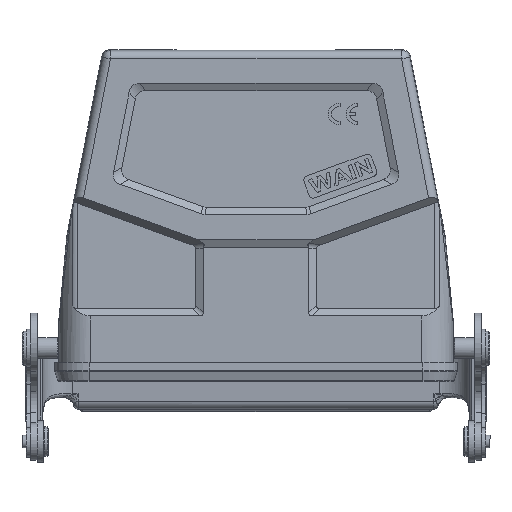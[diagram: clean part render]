
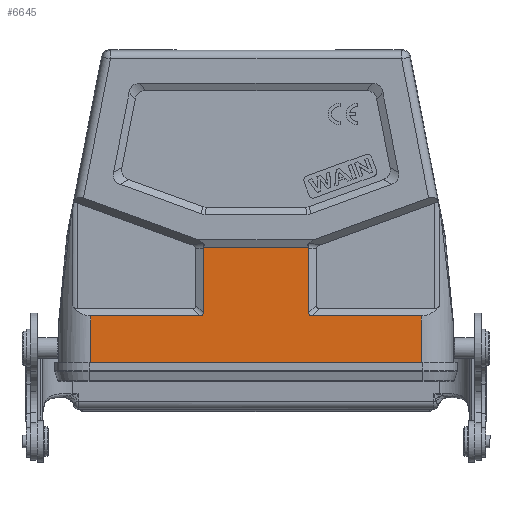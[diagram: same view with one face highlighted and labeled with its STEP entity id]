
A CAD part, top view. The second image highlights one B-rep face of the part: STEP entity #6645.
In plain terms, the highlighted planar face has unit normal (0, 0, 1).
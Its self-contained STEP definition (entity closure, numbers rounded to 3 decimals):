
#3152=ELLIPSE('',#28196,3.969,1.5);
#3153=ELLIPSE('',#28197,3.026,1.5);
#3154=ELLIPSE('',#28198,3.026,1.5);
#3155=ELLIPSE('',#28199,3.969,1.5);
#4246=PLANE('',#28200);
#5320=FACE_OUTER_BOUND('',#12598,.T.);
#6645=ADVANCED_FACE('',(#5320),#4246,.T.);
#8744=LINE('',#42794,#10623);
#8870=LINE('',#43254,#10749);
#8892=LINE('',#43368,#10771);
#8893=LINE('',#43370,#10772);
#8894=LINE('',#43374,#10773);
#8895=LINE('',#43378,#10774);
#8896=LINE('',#43382,#10775);
#8897=LINE('',#43386,#10776);
#10623=VECTOR('',#33514,1.);
#10749=VECTOR('',#33774,1.);
#10771=VECTOR('',#33834,1.);
#10772=VECTOR('',#33837,1.);
#10773=VECTOR('',#33840,1.);
#10774=VECTOR('',#33843,1.);
#10775=VECTOR('',#33846,1.);
#10776=VECTOR('',#33849,1.);
#12598=EDGE_LOOP('',(#17949,#17950,#17951,#17952,#17953,#17954,#17955,#17956,
#17957,#17958,#17959,#17960));
#17949=ORIENTED_EDGE('',*,*,#24315,.F.);
#17950=ORIENTED_EDGE('',*,*,#24520,.F.);
#17951=ORIENTED_EDGE('',*,*,#24521,.F.);
#17952=ORIENTED_EDGE('',*,*,#24522,.F.);
#17953=ORIENTED_EDGE('',*,*,#24523,.F.);
#17954=ORIENTED_EDGE('',*,*,#24524,.F.);
#17955=ORIENTED_EDGE('',*,*,#24525,.F.);
#17956=ORIENTED_EDGE('',*,*,#24526,.F.);
#17957=ORIENTED_EDGE('',*,*,#24527,.F.);
#17958=ORIENTED_EDGE('',*,*,#24528,.F.);
#17959=ORIENTED_EDGE('',*,*,#24529,.F.);
#17960=ORIENTED_EDGE('',*,*,#24484,.F.);
#21320=VERTEX_POINT('',#42776);
#21329=VERTEX_POINT('',#42793);
#21471=VERTEX_POINT('',#43255);
#21497=VERTEX_POINT('',#43367);
#21498=VERTEX_POINT('',#43371);
#21499=VERTEX_POINT('',#43373);
#21500=VERTEX_POINT('',#43375);
#21501=VERTEX_POINT('',#43377);
#21502=VERTEX_POINT('',#43379);
#21503=VERTEX_POINT('',#43381);
#21504=VERTEX_POINT('',#43383);
#21505=VERTEX_POINT('',#43385);
#24315=EDGE_CURVE('',#21329,#21320,#8744,.T.);
#24484=EDGE_CURVE('',#21320,#21471,#8870,.T.);
#24520=EDGE_CURVE('',#21497,#21329,#8892,.T.);
#24521=EDGE_CURVE('',#21498,#21497,#8893,.T.);
#24522=EDGE_CURVE('',#21499,#21498,#3152,.T.);
#24523=EDGE_CURVE('',#21500,#21499,#8894,.T.);
#24524=EDGE_CURVE('',#21501,#21500,#3153,.T.);
#24525=EDGE_CURVE('',#21502,#21501,#8895,.T.);
#24526=EDGE_CURVE('',#21503,#21502,#3154,.T.);
#24527=EDGE_CURVE('',#21504,#21503,#8896,.T.);
#24528=EDGE_CURVE('',#21505,#21504,#3155,.T.);
#24529=EDGE_CURVE('',#21471,#21505,#8897,.T.);
#28196=AXIS2_PLACEMENT_3D('',#43372,#33838,#33839);
#28197=AXIS2_PLACEMENT_3D('',#43376,#33841,#33842);
#28198=AXIS2_PLACEMENT_3D('',#43380,#33844,#33845);
#28199=AXIS2_PLACEMENT_3D('',#43384,#33847,#33848);
#28200=AXIS2_PLACEMENT_3D('',#43387,#33850,#33851);
#33514=DIRECTION('',(-1.,0.,0.));
#33774=DIRECTION('',(0.,1.,0.));
#33834=DIRECTION('',(0.,-1.,0.));
#33837=DIRECTION('',(1.,0.,0.));
#33838=DIRECTION('',(0.,0.,1.));
#33839=DIRECTION('',(-0.707,-0.707,0.));
#33840=DIRECTION('',(0.,-1.,0.));
#33841=DIRECTION('',(0.,0.,1.));
#33842=DIRECTION('',(0.989,-0.15,0.));
#33843=DIRECTION('',(1.,0.,0.));
#33844=DIRECTION('',(0.,0.,1.));
#33845=DIRECTION('',(-0.989,-0.15,0.));
#33846=DIRECTION('',(0.,1.,0.));
#33847=DIRECTION('',(0.,0.,1.));
#33848=DIRECTION('',(0.707,-0.707,0.));
#33849=DIRECTION('',(1.,0.,0.));
#33850=DIRECTION('',(0.,0.,1.));
#33851=DIRECTION('',(1.,0.,0.));
#42776=CARTESIAN_POINT('',(-39.128,-31.7,21.5));
#42793=CARTESIAN_POINT('',(39.128,-31.7,21.5));
#42794=CARTESIAN_POINT('',(0.,-31.7,21.5));
#43254=CARTESIAN_POINT('',(-39.128,-26.5,21.5));
#43255=CARTESIAN_POINT('',(-39.128,-19.,21.5));
#43367=CARTESIAN_POINT('',(39.128,-19.,21.5));
#43368=CARTESIAN_POINT('',(39.128,-10.5,21.5));
#43370=CARTESIAN_POINT('',(-53.03,-19.,21.5));
#43371=CARTESIAN_POINT('',(13.25,-19.,21.5));
#43372=CARTESIAN_POINT('',(15.5,-16.,21.5));
#43373=CARTESIAN_POINT('',(12.5,-18.25,21.5));
#43374=CARTESIAN_POINT('',(12.5,-2.883,21.5));
#43375=CARTESIAN_POINT('',(12.5,-2.929,21.5));
#43376=CARTESIAN_POINT('',(15.5,-3.27,21.5));
#43377=CARTESIAN_POINT('',(12.526,-2.732,21.5));
#43378=CARTESIAN_POINT('',(0.,-2.732,21.5));
#43379=CARTESIAN_POINT('',(-12.526,-2.732,21.5));
#43380=CARTESIAN_POINT('',(-15.5,-3.27,21.5));
#43381=CARTESIAN_POINT('',(-12.5,-2.929,21.5));
#43382=CARTESIAN_POINT('',(-12.5,-17.,21.5));
#43383=CARTESIAN_POINT('',(-12.5,-18.25,21.5));
#43384=CARTESIAN_POINT('',(-15.5,-16.,21.5));
#43385=CARTESIAN_POINT('',(-13.25,-19.,21.5));
#43386=CARTESIAN_POINT('',(-53.03,-19.,21.5));
#43387=CARTESIAN_POINT('',(0.,-10.5,21.5));
